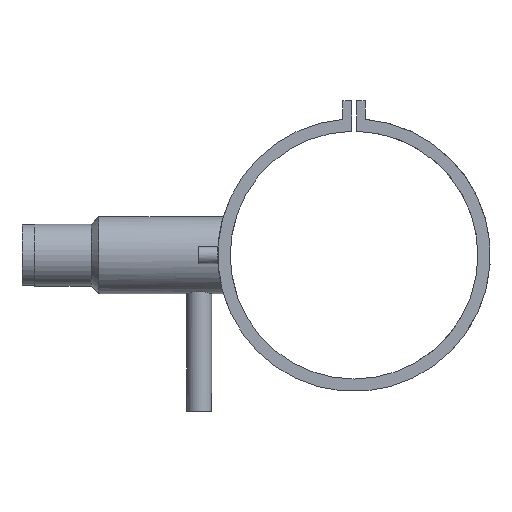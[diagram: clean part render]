
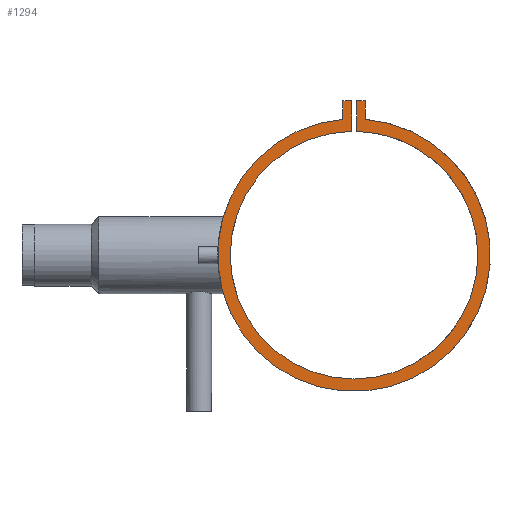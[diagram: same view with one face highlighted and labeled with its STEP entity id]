
A CAD part, left-side view. The second image highlights one B-rep face of the part: STEP entity #1294.
In plain terms, the highlighted planar face has unit normal (-1, 0, 0).
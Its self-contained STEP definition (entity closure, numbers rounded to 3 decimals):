
#3 = EDGE_CURVE ( 'NONE', #2323, #2179, #197, .T. ) ;
#8 = LINE ( 'NONE', #793, #1178 ) ;
#46 = CARTESIAN_POINT ( 'NONE',  ( -69., 2., 124.631 ) ) ;
#49 = ORIENTED_EDGE ( 'NONE', *, *, #1999, .F. ) ;
#56 = CARTESIAN_POINT ( 'NONE',  ( -69., 9., 124.631 ) ) ;
#84 = FACE_OUTER_BOUND ( 'NONE', #623, .T. ) ;
#112 = ORIENTED_EDGE ( 'NONE', *, *, #451, .F. ) ;
#124 = EDGE_CURVE ( 'NONE', #794, #555, #8, .T. ) ;
#140 = ORIENTED_EDGE ( 'NONE', *, *, #236, .F. ) ;
#175 = DIRECTION ( 'NONE',  ( 0., 0., -1. ) ) ;
#179 = DIRECTION ( 'NONE',  ( 0., 0., -1. ) ) ;
#197 = LINE ( 'NONE', #961, #1417 ) ;
#214 = AXIS2_PLACEMENT_3D ( 'NONE', #1612, #2331, #670 ) ;
#225 = CARTESIAN_POINT ( 'NONE',  ( -69., -9., 109.631 ) ) ;
#236 = EDGE_CURVE ( 'NONE', #1334, #1120, #1762, .T. ) ;
#297 = VECTOR ( 'NONE', #175, 1000. ) ;
#325 = CIRCLE ( 'NONE', #644, 110. ) ;
#402 = VECTOR ( 'NONE', #1176, 1000. ) ;
#409 = ORIENTED_EDGE ( 'NONE', *, *, #124, .F. ) ;
#410 = CARTESIAN_POINT ( 'NONE',  ( -69., 9., 124.631 ) ) ;
#451 = EDGE_CURVE ( 'NONE', #2179, #794, #861, .T. ) ;
#455 = VECTOR ( 'NONE', #1438, 1000. ) ;
#555 = VERTEX_POINT ( 'NONE', #1218 ) ;
#557 = ORIENTED_EDGE ( 'NONE', *, *, #998, .F. ) ;
#574 = CARTESIAN_POINT ( 'NONE',  ( -69., 0., 0. ) ) ;
#623 = EDGE_LOOP ( 'NONE', ( #1699, #1788, #557, #409, #112, #2064, #49, #140 ) ) ;
#644 = AXIS2_PLACEMENT_3D ( 'NONE', #1134, #1869, #179 ) ;
#670 = DIRECTION ( 'NONE',  ( 0., 0., -1. ) ) ;
#672 = CARTESIAN_POINT ( 'NONE',  ( -69., -2., 124.631 ) ) ;
#793 = CARTESIAN_POINT ( 'NONE',  ( -69., -2., 124.631 ) ) ;
#794 = VERTEX_POINT ( 'NONE', #1881 ) ;
#834 = DIRECTION ( 'NONE',  ( 0., 0., 1. ) ) ;
#857 = PLANE ( 'NONE',  #214 ) ;
#858 = AXIS2_PLACEMENT_3D ( 'NONE', #574, #1342, #2060 ) ;
#861 = CIRCLE ( 'NONE', #858, 100. ) ;
#900 = VERTEX_POINT ( 'NONE', #225 ) ;
#961 = CARTESIAN_POINT ( 'NONE',  ( -69., 2., 124.631 ) ) ;
#984 = VERTEX_POINT ( 'NONE', #1614 ) ;
#998 = EDGE_CURVE ( 'NONE', #555, #984, #2333, .T. ) ;
#1058 = VECTOR ( 'NONE', #834, 1000. ) ;
#1120 = VERTEX_POINT ( 'NONE', #2041 ) ;
#1129 = LINE ( 'NONE', #1865, #297 ) ;
#1134 = CARTESIAN_POINT ( 'NONE',  ( -69., 0., 0. ) ) ;
#1148 = EDGE_CURVE ( 'NONE', #984, #900, #1129, .T. ) ;
#1176 = DIRECTION ( 'NONE',  ( 0., -1., 0. ) ) ;
#1178 = VECTOR ( 'NONE', #1551, 1000. ) ;
#1218 = CARTESIAN_POINT ( 'NONE',  ( -69., -2., 124.631 ) ) ;
#1294 = ADVANCED_FACE ( 'NONE', ( #84 ), #857, .F. ) ;
#1302 = CARTESIAN_POINT ( 'NONE',  ( -69., 2., 99.98 ) ) ;
#1334 = VERTEX_POINT ( 'NONE', #2194 ) ;
#1342 = DIRECTION ( 'NONE',  ( -1., 0., 0. ) ) ;
#1417 = VECTOR ( 'NONE', #1711, 1000. ) ;
#1438 = DIRECTION ( 'NONE',  ( 0., -1., 0. ) ) ;
#1551 = DIRECTION ( 'NONE',  ( 0., 0., 1. ) ) ;
#1612 = CARTESIAN_POINT ( 'NONE',  ( -69., 0., 0. ) ) ;
#1614 = CARTESIAN_POINT ( 'NONE',  ( -69., -9., 124.631 ) ) ;
#1699 = ORIENTED_EDGE ( 'NONE', *, *, #1908, .F. ) ;
#1711 = DIRECTION ( 'NONE',  ( 0., 0., -1. ) ) ;
#1762 = LINE ( 'NONE', #56, #1058 ) ;
#1788 = ORIENTED_EDGE ( 'NONE', *, *, #1148, .F. ) ;
#1865 = CARTESIAN_POINT ( 'NONE',  ( -69., -9., 124.631 ) ) ;
#1869 = DIRECTION ( 'NONE',  ( 1., 0., 0. ) ) ;
#1881 = CARTESIAN_POINT ( 'NONE',  ( -69., -2., 99.98 ) ) ;
#1908 = EDGE_CURVE ( 'NONE', #900, #1334, #325, .T. ) ;
#1999 = EDGE_CURVE ( 'NONE', #1120, #2323, #2082, .T. ) ;
#2041 = CARTESIAN_POINT ( 'NONE',  ( -69., 9., 124.631 ) ) ;
#2060 = DIRECTION ( 'NONE',  ( 0., 0., -1. ) ) ;
#2064 = ORIENTED_EDGE ( 'NONE', *, *, #3, .F. ) ;
#2082 = LINE ( 'NONE', #410, #402 ) ;
#2179 = VERTEX_POINT ( 'NONE', #1302 ) ;
#2194 = CARTESIAN_POINT ( 'NONE',  ( -69., 9., 109.631 ) ) ;
#2323 = VERTEX_POINT ( 'NONE', #46 ) ;
#2331 = DIRECTION ( 'NONE',  ( 1., 0., 0. ) ) ;
#2333 = LINE ( 'NONE', #672, #455 ) ;
